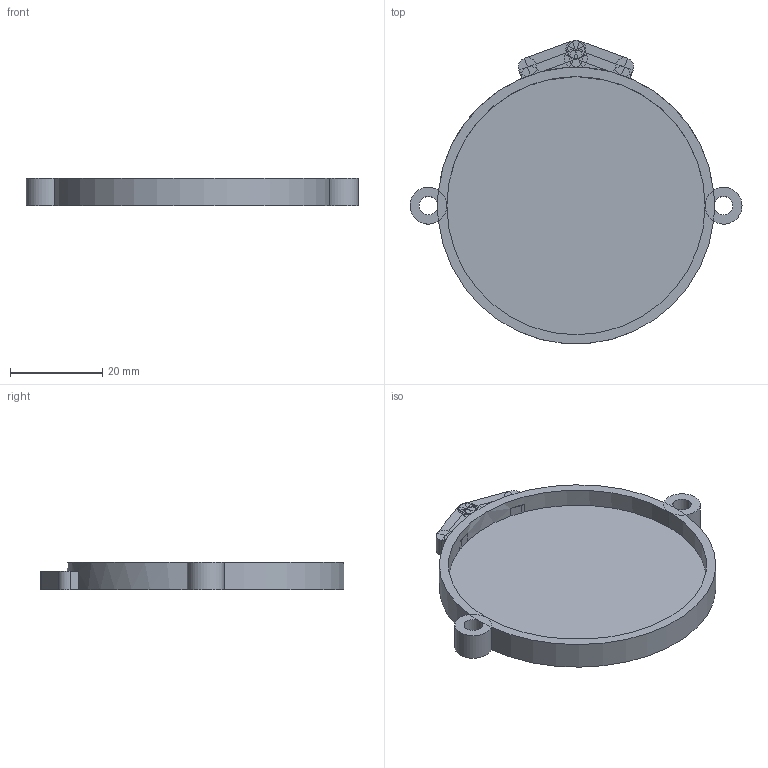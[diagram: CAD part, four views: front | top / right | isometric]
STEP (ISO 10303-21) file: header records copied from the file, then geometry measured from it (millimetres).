
FILE_DESCRIPTION(('FreeCAD Model'),'2;1');
FILE_NAME('Open CASCADE Shape Model','2024-10-13T15:12:35',(''),(''), 'Open CASCADE STEP processor 7.6','FreeCAD','Unknown');
FILE_SCHEMA(('AUTOMOTIVE_DESIGN { 1 0 10303 214 1 1 1 1 }'));
Length unit declared in the file: millimetre
Products named in the file (1): union002
Bounding box: 71.99 x 65.71 x 6 mm (x, y, z)
Volume: 7906.2 mm3; surface area: 8144.3 mm2
Topology: 1 solids, 1 shells, 239 faces, 473 edges, 232 vertices
Faces by surface type: plane 223, cylinder 16
Full cylindrical faces by diameter (mm): 4 x1
Entity records: 5999 total; most frequent: DIRECTION 1227, ORIENTED_EDGE 946, CARTESIAN_POINT 945, AXIS2_PLACEMENT_3D 514, EDGE_CURVE 473, CIRCLE 274, FACE_BOUND 243, EDGE_LOOP 243
